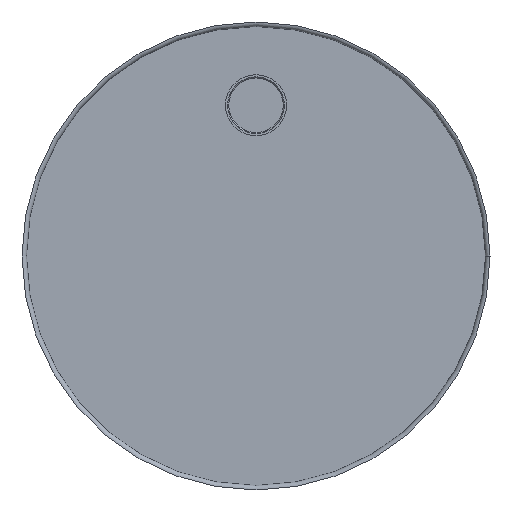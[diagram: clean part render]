
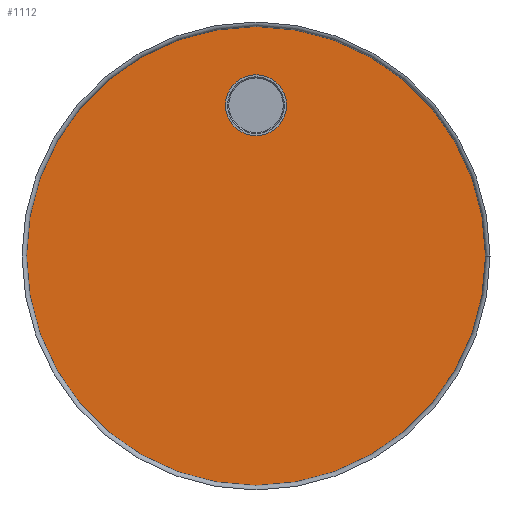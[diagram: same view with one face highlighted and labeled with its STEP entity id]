
A CAD part, front view. The second image highlights one B-rep face of the part: STEP entity #1112.
In plain terms, the highlighted face is planar.
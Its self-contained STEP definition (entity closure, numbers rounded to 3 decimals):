
#237=PLANE('',#1198);
#287=FACE_BOUND('',#387,.T.);
#307=FACE_OUTER_BOUND('',#386,.T.);
#386=EDGE_LOOP('',(#768));
#387=EDGE_LOOP('',(#769));
#476=CIRCLE('',#1192,13.5);
#479=CIRCLE('',#1196,101.75);
#528=VERTEX_POINT('',#1701);
#531=VERTEX_POINT('',#1708);
#618=EDGE_CURVE('',#528,#528,#476,.T.);
#621=EDGE_CURVE('',#531,#531,#479,.T.);
#768=ORIENTED_EDGE('',*,*,#621,.T.);
#769=ORIENTED_EDGE('',*,*,#618,.T.);
#1112=ADVANCED_FACE('',(#307,#287),#237,.T.);
#1192=AXIS2_PLACEMENT_3D('',#1702,#1333,#1334);
#1196=AXIS2_PLACEMENT_3D('',#1709,#1341,#1342);
#1198=AXIS2_PLACEMENT_3D('',#1711,#1345,#1346);
#1333=DIRECTION('center_axis',(0.,0.,1.));
#1334=DIRECTION('ref_axis',(-1.,0.,0.));
#1341=DIRECTION('center_axis',(0.,0.,-1.));
#1342=DIRECTION('ref_axis',(-1.,0.,0.));
#1345=DIRECTION('center_axis',(0.,0.,-1.));
#1346=DIRECTION('ref_axis',(-1.,0.,0.));
#1701=CARTESIAN_POINT('',(-53.25,0.,0.));
#1702=CARTESIAN_POINT('Origin',(-66.75,0.,0.));
#1708=CARTESIAN_POINT('',(101.75,0.,0.));
#1709=CARTESIAN_POINT('Origin',(0.,0.,0.));
#1711=CARTESIAN_POINT('Origin',(0.,0.,0.));
